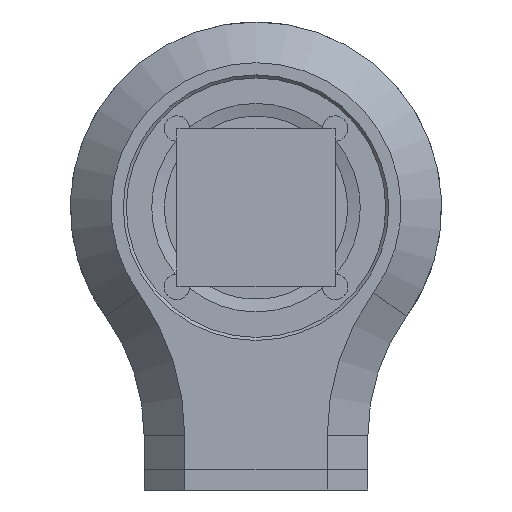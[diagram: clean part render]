
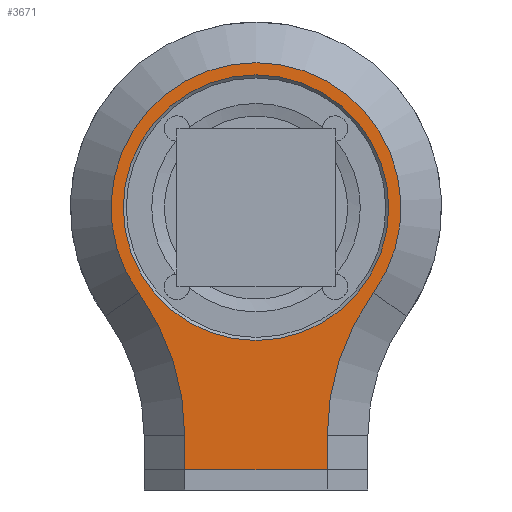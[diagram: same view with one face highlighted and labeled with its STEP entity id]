
A CAD part, front view. The second image highlights one B-rep face of the part: STEP entity #3671.
In plain terms, the highlighted planar face has unit normal (0, -1, 0).
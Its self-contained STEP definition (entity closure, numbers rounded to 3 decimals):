
#129 = DIRECTION ( 'NONE',  ( 0., -1., 0. ) ) ;
#135 = CARTESIAN_POINT ( 'NONE',  ( -11.549, 10.908, -6.806 ) ) ;
#240 = PLANE ( 'NONE',  #1326 ) ;
#680 = EDGE_CURVE ( 'NONE', #8902, #4584, #4018, .T. ) ;
#823 = CARTESIAN_POINT ( 'NONE',  ( 7., 10.908, -20.866 ) ) ;
#999 = CARTESIAN_POINT ( 'NONE',  ( -7., 10.908, -24.209 ) ) ;
#1299 = DIRECTION ( 'NONE',  ( 0., 1., 0. ) ) ;
#1318 = VECTOR ( 'NONE', #9468, 1000. ) ;
#1326 = AXIS2_PLACEMENT_3D ( 'NONE', #1709, #129, #3352 ) ;
#1709 = CARTESIAN_POINT ( 'NONE',  ( 0., 10.908, 19.791 ) ) ;
#1711 = CARTESIAN_POINT ( 'NONE',  ( -7., 10.908, 19.791 ) ) ;
#2204 = EDGE_CURVE ( 'NONE', #8902, #8219, #3108, .T. ) ;
#2272 = ORIENTED_EDGE ( 'NONE', *, *, #2204, .T. ) ;
#2383 = DIRECTION ( 'NONE',  ( 0., 0., -1. ) ) ;
#2663 = DIRECTION ( 'NONE',  ( 0., 0., -1. ) ) ;
#2813 = EDGE_LOOP ( 'NONE', ( #2849, #6620, #5654, #4112, #3042, #2272 ) ) ;
#2849 = ORIENTED_EDGE ( 'NONE', *, *, #3731, .T. ) ;
#2852 = VERTEX_POINT ( 'NONE', #9415 ) ;
#2949 = CIRCLE ( 'NONE', #5905, 13.05 ) ;
#3042 = ORIENTED_EDGE ( 'NONE', *, *, #680, .F. ) ;
#3089 = LINE ( 'NONE', #8627, #9800 ) ;
#3108 = CIRCLE ( 'NONE', #8853, 24. ) ;
#3213 = CIRCLE ( 'NONE', #9440, 24. ) ;
#3255 = LINE ( 'NONE', #1711, #6076 ) ;
#3352 = DIRECTION ( 'NONE',  ( 0., 0., -1. ) ) ;
#3671 = ADVANCED_FACE ( 'NONE', ( #7270, #7165 ), #240, .T. ) ;
#3692 = AXIS2_PLACEMENT_3D ( 'NONE', #3800, #1299, #4516 ) ;
#3731 = EDGE_CURVE ( 'NONE', #8219, #7818, #3255, .T. ) ;
#3800 = CARTESIAN_POINT ( 'NONE',  ( 0., 10.908, 1.541 ) ) ;
#3868 = CARTESIAN_POINT ( 'NONE',  ( 7., 10.908, 19.791 ) ) ;
#3968 = DIRECTION ( 'NONE',  ( 0., 1., 0. ) ) ;
#4018 = CIRCLE ( 'NONE', #3692, 14.25 ) ;
#4070 = DIRECTION ( 'NONE',  ( 0., 0., -1. ) ) ;
#4112 = ORIENTED_EDGE ( 'NONE', *, *, #8267, .T. ) ;
#4516 = DIRECTION ( 'NONE',  ( -1., 0., 0. ) ) ;
#4584 = VERTEX_POINT ( 'NONE', #7211 ) ;
#4636 = LINE ( 'NONE', #3868, #1318 ) ;
#4700 = DIRECTION ( 'NONE',  ( 0., 1., 0. ) ) ;
#5654 = ORIENTED_EDGE ( 'NONE', *, *, #7197, .T. ) ;
#5905 = AXIS2_PLACEMENT_3D ( 'NONE', #6338, #9414, #2383 ) ;
#6076 = VECTOR ( 'NONE', #4070, 1000. ) ;
#6274 = DIRECTION ( 'NONE',  ( -1., 0., 0. ) ) ;
#6331 = DIRECTION ( 'NONE',  ( 0., 0., -1. ) ) ;
#6338 = CARTESIAN_POINT ( 'NONE',  ( 0., 10.908, 1.541 ) ) ;
#6464 = CARTESIAN_POINT ( 'NONE',  ( 0., 10.908, -11.509 ) ) ;
#6620 = ORIENTED_EDGE ( 'NONE', *, *, #9437, .F. ) ;
#6766 = EDGE_LOOP ( 'NONE', ( #7200 ) ) ;
#7137 = CARTESIAN_POINT ( 'NONE',  ( -7., 10.908, -20.866 ) ) ;
#7165 = FACE_OUTER_BOUND ( 'NONE', #2813, .T. ) ;
#7197 = EDGE_CURVE ( 'NONE', #2852, #8161, #4636, .T. ) ;
#7200 = ORIENTED_EDGE ( 'NONE', *, *, #7316, .T. ) ;
#7211 = CARTESIAN_POINT ( 'NONE',  ( 11.549, 10.908, -6.806 ) ) ;
#7270 = FACE_BOUND ( 'NONE', #6766, .T. ) ;
#7316 = EDGE_CURVE ( 'NONE', #8664, #8664, #2949, .T. ) ;
#7818 = VERTEX_POINT ( 'NONE', #999 ) ;
#7947 = CARTESIAN_POINT ( 'NONE',  ( 31., 10.908, -20.866 ) ) ;
#8161 = VERTEX_POINT ( 'NONE', #823 ) ;
#8219 = VERTEX_POINT ( 'NONE', #7137 ) ;
#8267 = EDGE_CURVE ( 'NONE', #8161, #4584, #3213, .T. ) ;
#8627 = CARTESIAN_POINT ( 'NONE',  ( -11., 10.908, -24.209 ) ) ;
#8664 = VERTEX_POINT ( 'NONE', #6464 ) ;
#8853 = AXIS2_PLACEMENT_3D ( 'NONE', #9571, #3968, #6331 ) ;
#8902 = VERTEX_POINT ( 'NONE', #135 ) ;
#9414 = DIRECTION ( 'NONE',  ( 0., 1., 0. ) ) ;
#9415 = CARTESIAN_POINT ( 'NONE',  ( 7., 10.908, -24.209 ) ) ;
#9437 = EDGE_CURVE ( 'NONE', #2852, #7818, #3089, .T. ) ;
#9440 = AXIS2_PLACEMENT_3D ( 'NONE', #7947, #4700, #2663 ) ;
#9468 = DIRECTION ( 'NONE',  ( 0., 0., 1. ) ) ;
#9571 = CARTESIAN_POINT ( 'NONE',  ( -31., 10.908, -20.866 ) ) ;
#9800 = VECTOR ( 'NONE', #6274, 1000. ) ;
